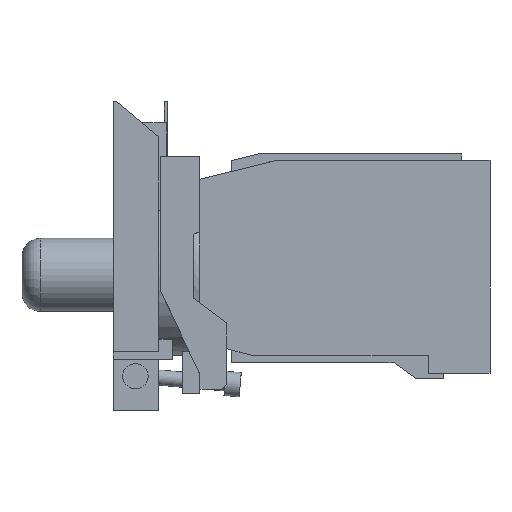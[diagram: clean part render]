
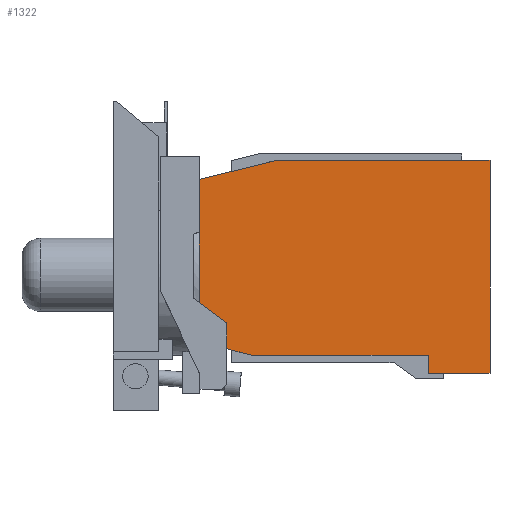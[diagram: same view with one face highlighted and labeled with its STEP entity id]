
A CAD part, front view. The second image highlights one B-rep face of the part: STEP entity #1322.
In plain terms, the highlighted planar face has unit normal (0, -1, 0).
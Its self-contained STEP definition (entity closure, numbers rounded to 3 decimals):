
#565=CARTESIAN_POINT('POINT2280',(24.44,-14.776
   ,17.195));
#566=VERTEX_POINT('VERTEX2280',#565);
#573=CARTESIAN_POINT('POINT2281',(56.599,-14.776,
   17.195));
#574=VERTEX_POINT('VERTEX2281',#573);
#575=CARTESIAN_POINT('POS3655',(24.44,-14.776,
   17.195));
#576=DIRECTION('DIR5112',(1.,0.,0.));
#577=VECTOR('VEC2198',#576,25.4);
#578=LINE('STRAIGHT2198',#575,#577);
#579=EDGE_CURVE('EDGE3490',#566,#574,#578,.T.);
#618=CARTESIAN_POINT('POINT2285',(56.599,-14.776,
   -14.805));
#619=VERTEX_POINT('VERTEX2285',#618);
#620=CARTESIAN_POINT('POS3660',(56.599,-14.776,
   17.195));
#621=DIRECTION('DIR5118',(0.,0.,-1.));
#622=VECTOR('VEC2202',#621,25.4);
#623=LINE('STRAIGHT2202',#620,#622);
#624=EDGE_CURVE('EDGE3495',#574,#619,#623,.T.);
#649=CARTESIAN_POINT('POINT2286',(47.317,-14.776
   ,-14.805));
#650=VERTEX_POINT('VERTEX2286',#649);
#651=CARTESIAN_POINT('POS3664',(56.599,-14.776,
   -14.805));
#652=DIRECTION('DIR5123',(-1.,0.,0.));
#653=VECTOR('VEC2205',#652,25.4);
#654=LINE('STRAIGHT2205',#651,#653);
#655=EDGE_CURVE('EDGE3498',#619,#650,#654,.T.);
#671=CARTESIAN_POINT('POINT2287',(47.317,-14.776
   ,-12.083));
#672=VERTEX_POINT('VERTEX2287',#671);
#673=CARTESIAN_POINT('POS3666',(47.317,-14.776,
   -14.805));
#674=DIRECTION('DIR5126',(0.,0.,1.));
#675=VECTOR('VEC2206',#674,25.4);
#676=LINE('STRAIGHT2206',#673,#675);
#677=EDGE_CURVE('EDGE3500',#650,#672,#676,.T.);
#686=CARTESIAN_POINT('POINT2288',(20.744,-14.776
   ,-12.083));
#687=VERTEX_POINT('VERTEX2288',#686);
#688=CARTESIAN_POINT('POS3667',(47.317,-14.776,
   -12.083));
#689=DIRECTION('DIR5127',(-1.,0.,0.));
#690=VECTOR('VEC2207',#689,25.4);
#691=LINE('STRAIGHT2207',#688,#690);
#692=EDGE_CURVE('EDGE3502',#672,#687,#691,.T.);
#699=CARTESIAN_POINT('POINT2289',(17.002,-14.776,
   -11.097));
#700=VERTEX_POINT('VERTEX2289',#699);
#720=CARTESIAN_POINT('POS3670',(20.744,-14.776,
   -12.083));
#721=DIRECTION('DIR5130',(-0.967,0.,
   0.255));
#722=VECTOR('VEC2210',#721,25.4);
#723=LINE('STRAIGHT2210',#720,#722);
#724=EDGE_CURVE('EDGE3506',#687,#700,#723,.T.);
#758=CARTESIAN_POINT('POINT2295',(12.911,-14.776
   ,6.463));
#759=VERTEX_POINT('VERTEX2295',#758);
#767=CARTESIAN_POINT('POINT2296',(12.911,-14.776
   ,-4.174));
#768=VERTEX_POINT('VERTEX2296',#767);
#775=CARTESIAN_POINT('POS3675',(12.911,-14.776,
   -10.02));
#776=DIRECTION('DIR5137',(0.,0.,1.));
#777=VECTOR('VEC2213',#776,25.4);
#778=LINE('STRAIGHT2213',#775,#777);
#779=EDGE_CURVE('EDGE3513',#768,#759,#778,.T.);
#1251=CARTESIAN_POINT('POINT2330',(13.002,-14.776,
   14.345));
#1252=VERTEX_POINT('VERTEX2330',#1251);
#1259=CARTESIAN_POINT('POS3732',(12.911,-14.776,
   14.322));
#1260=DIRECTION('DIR5211',(0.97,0.,
   0.242));
#1261=VECTOR('VEC2253',#1260,25.4);
#1262=LINE('STRAIGHT2253',#1259,#1261);
#1263=EDGE_CURVE('EDGE3561',#1252,#566,#1262,.T.);
#1279=CARTESIAN_POINT('POINT2331',(13.002,-14.776,
   6.499));
#1280=VERTEX_POINT('VERTEX2331',#1279);
#1281=CARTESIAN_POINT('POS3734',(22.131,-14.776,
   10.124));
#1282=DIRECTION('DIR5214',(-0.929,0.
   ,-0.369));
#1283=VECTOR('VEC2254',#1282,25.4);
#1284=LINE('STRAIGHT2254',#1281,#1283);
#1285=EDGE_CURVE('EDGE3562',#1280,#759,#1284,.T.);
#1286=ORIENTED_EDGE('COEDGE7077',*,*,#1285,.T.);
#1287=ORIENTED_EDGE('COEDGE7078',*,*,#779,.F.);
#1288=CARTESIAN_POINT('POINT2332',(17.002,-14.776,
   -7.22));
#1289=VERTEX_POINT('VERTEX2332',#1288);
#1290=CARTESIAN_POINT('POS3735',(18.503,-14.776,
   -8.337));
#1291=DIRECTION('DIR5215',(0.802,0.,
   -0.597));
#1292=VECTOR('VEC2255',#1291,25.4);
#1293=LINE('STRAIGHT2255',#1290,#1292);
#1294=EDGE_CURVE('EDGE3563',#768,#1289,#1293,.T.);
#1295=ORIENTED_EDGE('COEDGE7079',*,*,#1294,.T.);
#1296=CARTESIAN_POINT('POS3736',(17.002,-14.776,
   -2.773));
#1297=DIRECTION('DIR5216',(0.,0.,-1.));
#1298=VECTOR('VEC2256',#1297,25.4);
#1299=LINE('STRAIGHT2256',#1296,#1298);
#1300=EDGE_CURVE('EDGE3564',#1289,#700,#1299,.T.);
#1301=ORIENTED_EDGE('COEDGE7080',*,*,#1300,.T.);
#1302=ORIENTED_EDGE('COEDGE7081',*,*,#724,.F.);
#1303=ORIENTED_EDGE('COEDGE7082',*,*,#692,.F.);
#1304=ORIENTED_EDGE('COEDGE7083',*,*,#677,.F.);
#1305=ORIENTED_EDGE('COEDGE7084',*,*,#655,.F.);
#1306=ORIENTED_EDGE('COEDGE7085',*,*,#624,.F.);
#1307=ORIENTED_EDGE('COEDGE7086',*,*,#579,.F.);
#1308=ORIENTED_EDGE('COEDGE7087',*,*,#1263,.F.);
#1309=CARTESIAN_POINT('POS3737',(13.002,-14.776,
   9.727));
#1310=DIRECTION('DIR5217',(0.,0.,-1.));
#1311=VECTOR('VEC2257',#1310,25.4);
#1312=LINE('STRAIGHT2257',#1309,#1311);
#1313=EDGE_CURVE('EDGE3565',#1252,#1280,#1312,.T.);
#1314=ORIENTED_EDGE('COEDGE7088',*,*,#1313,.T.);
#1315=EDGE_LOOP('NONE',(#1286,#1287,#1295,#1301,#1302,#1303,#1304,#1305,
   #1306,#1307,#1308,#1314));
#1316=FACE_BOUND('LOOP1',#1315,.T.);
#1317=CARTESIAN_POINT('POS3738',(36.054,-14.776,
   1.674));
#1318=DIRECTION('DIR5218',(0.,1.,
   0.));
#1319=DIRECTION('DIR5219',(1.,0.,
   0.));
#1320=AXIS2_PLACEMENT_3D('AXIS1481',#1317,#1318,#1319);
#1321=PLANE('PLANE712',#1320);
#1322=ADVANCED_FACE('FACE1243',(#1316),#1321,.F.);
